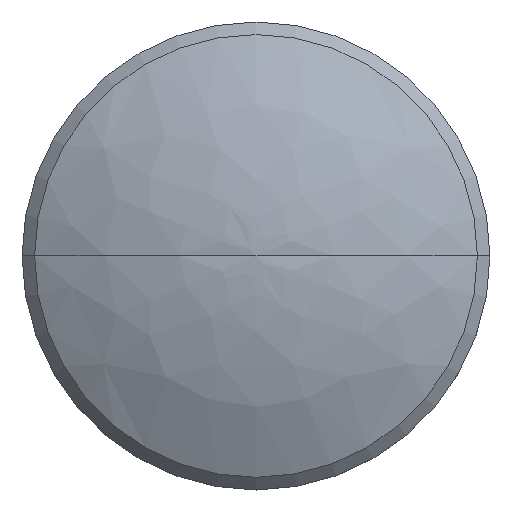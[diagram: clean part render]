
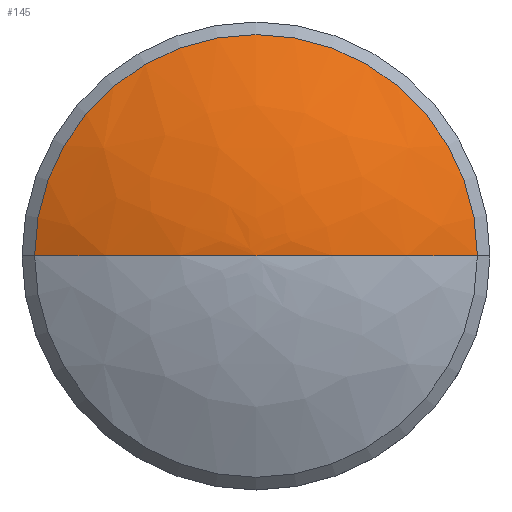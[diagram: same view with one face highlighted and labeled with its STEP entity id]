
A CAD part, top view. The second image highlights one B-rep face of the part: STEP entity #145.
In plain terms, the highlighted free-form (B-spline) face has degree [3, 3] with [4, 4] control points.
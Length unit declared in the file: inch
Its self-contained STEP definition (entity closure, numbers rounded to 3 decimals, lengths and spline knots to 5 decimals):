
#37 = CARTESIAN_POINT ( 'NONE',  ( 0., 0., 0.27143 ) ) ;
#60 = CARTESIAN_POINT ( 'NONE',  ( 0.0615, 0., 0.39 ) ) ;
#63 = CARTESIAN_POINT ( 'NONE',  ( 0., 0., 0.405 ) ) ;
#106 = CARTESIAN_POINT ( 'NONE',  ( -0.0615, 0.123, 0.39 ) ) ;
#112 = CARTESIAN_POINT ( 'NONE',  ( -0.04241, 0., 0.3999 ) ) ;
#118 = DIRECTION ( 'NONE',  ( 0., 0., 1. ) ) ;
#145 = ADVANCED_FACE ( 'NONE', ( #305 ), #278, .F. ) ;
#146 = CARTESIAN_POINT ( 'NONE',  ( 0., 0., 0.405 ) ) ;
#162 = CIRCLE ( 'NONE', #498, 0.13358 ) ;
#166 = CARTESIAN_POINT ( 'NONE',  ( 0., 0., 0.405 ) ) ;
#171 = ORIENTED_EDGE ( 'NONE', *, *, #188, .F. ) ;
#188 = EDGE_CURVE ( 'NONE', #273, #315, #162, .T. ) ;
#194 = CIRCLE ( 'NONE', #541, 0.0615 ) ;
#199 = CARTESIAN_POINT ( 'NONE',  ( 0.04241, 0., 0.3999 ) ) ;
#202 = EDGE_CURVE ( 'NONE', #273, #612, #194, .T. ) ;
#207 = CARTESIAN_POINT ( 'NONE',  ( 0.0615, 0.123, 0.39 ) ) ;
#237 = CARTESIAN_POINT ( 'NONE',  ( -0.0615, 0., 0.39 ) ) ;
#250 = CARTESIAN_POINT ( 'NONE',  ( 0.02151, 0., 0.405 ) ) ;
#253 = EDGE_CURVE ( 'NONE', #612, #315, #510, .T. ) ;
#254 = CARTESIAN_POINT ( 'NONE',  ( 0., 0., 0.405 ) ) ;
#273 = VERTEX_POINT ( 'NONE', #603 ) ;
#275 = DIRECTION ( 'NONE',  ( -1., 0., 0. ) ) ;
#278 =( BOUNDED_SURFACE ( )  B_SPLINE_SURFACE ( 3, 3, ( 
 ( #60, #207, #106, #444 ),
 ( #199, #491, #592, #112 ),
 ( #250, #303, #386, #493 ),
 ( #63, #254, #166, #353 ) ),
 .UNSPECIFIED., .F., .F., .T. ) 
 B_SPLINE_SURFACE_WITH_KNOTS ( ( 4, 4 ),
 ( 4, 4 ),
 ( 0., 1. ),
 ( 0., 1. ),
 .UNSPECIFIED. ) 
 GEOMETRIC_REPRESENTATION_ITEM ( )  RATIONAL_B_SPLINE_SURFACE ( (
 ( 1., 0.333, 0.333, 1.),
 ( 0.981, 0.327, 0.327, 0.981),
 ( 0.981, 0.327, 0.327, 0.981),
 ( 1., 0.333, 0.333, 1.) ) ) 
 REPRESENTATION_ITEM ( '' )  SURFACE ( )  );
#303 = CARTESIAN_POINT ( 'NONE',  ( 0.02151, 0.04302, 0.405 ) ) ;
#305 = FACE_OUTER_BOUND ( 'NONE', #565, .T. ) ;
#315 = VERTEX_POINT ( 'NONE', #146 ) ;
#320 = AXIS2_PLACEMENT_3D ( 'NONE', #37, #554, #562 ) ;
#325 = ORIENTED_EDGE ( 'NONE', *, *, #253, .T. ) ;
#353 = CARTESIAN_POINT ( 'NONE',  ( 0., 0., 0.405 ) ) ;
#372 = CARTESIAN_POINT ( 'NONE',  ( 0., 0., 0.39 ) ) ;
#386 = CARTESIAN_POINT ( 'NONE',  ( -0.02151, 0.04302, 0.405 ) ) ;
#444 = CARTESIAN_POINT ( 'NONE',  ( -0.0615, 0., 0.39 ) ) ;
#453 = CARTESIAN_POINT ( 'NONE',  ( 0., 0., 0.27143 ) ) ;
#491 = CARTESIAN_POINT ( 'NONE',  ( 0.04241, 0.08481, 0.3999 ) ) ;
#493 = CARTESIAN_POINT ( 'NONE',  ( -0.02151, 0., 0.405 ) ) ;
#497 = ORIENTED_EDGE ( 'NONE', *, *, #202, .T. ) ;
#498 = AXIS2_PLACEMENT_3D ( 'NONE', #453, #516, #606 ) ;
#510 = CIRCLE ( 'NONE', #320, 0.13358 ) ;
#516 = DIRECTION ( 'NONE',  ( 0., -1., 0. ) ) ;
#541 = AXIS2_PLACEMENT_3D ( 'NONE', #372, #118, #275 ) ;
#554 = DIRECTION ( 'NONE',  ( 0., 1., 0. ) ) ;
#562 = DIRECTION ( 'NONE',  ( 0., 0., -1. ) ) ;
#565 = EDGE_LOOP ( 'NONE', ( #497, #325, #171 ) ) ;
#592 = CARTESIAN_POINT ( 'NONE',  ( -0.04241, 0.08481, 0.3999 ) ) ;
#603 = CARTESIAN_POINT ( 'NONE',  ( 0.0615, 0., 0.39 ) ) ;
#606 = DIRECTION ( 'NONE',  ( 0., 0., -1. ) ) ;
#612 = VERTEX_POINT ( 'NONE', #237 ) ;
